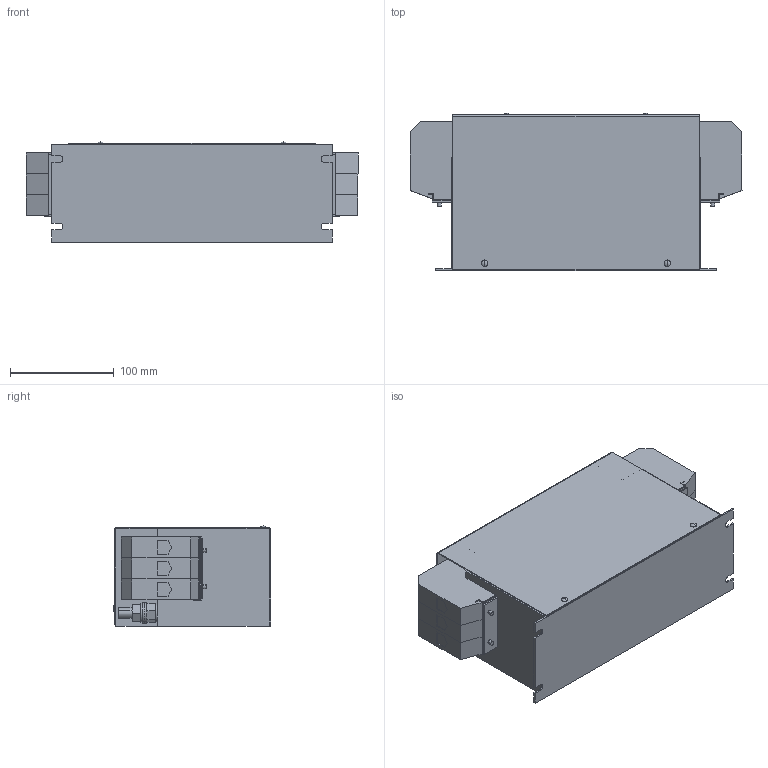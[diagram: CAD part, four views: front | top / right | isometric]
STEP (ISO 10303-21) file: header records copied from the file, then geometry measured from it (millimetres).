
FILE_DESCRIPTION (( 'STEP AP214' ), '1' );
FILE_NAME ('204511.STEP', '2024-03-07T10:14:24', ( '' ), ( '' ), 'SwSTEP 2.0', 'SolidWorks 2022', '' );
FILE_SCHEMA (( 'AUTOMOTIVE_DESIGN' ));
Length unit declared in the file: millimetre
Products named in the file (1): 204511
Bounding box: 319.5 x 151.47 x 96.37 mm (x, y, z)
Volume: 3689458.7 mm3; surface area: 222993.9 mm2
Topology: 1 solids, 1 shells, 542 faces, 1369 edges, 876 vertices
Faces by surface type: plane 372, cylinder 162, sphere 8
Entity records: 16329 total; most frequent: DIRECTION 2841, CARTESIAN_POINT 2788, ORIENTED_EDGE 2738, EDGE_CURVE 1369, LINE 983, VECTOR 983, AXIS2_PLACEMENT_3D 929, VERTEX_POINT 876
